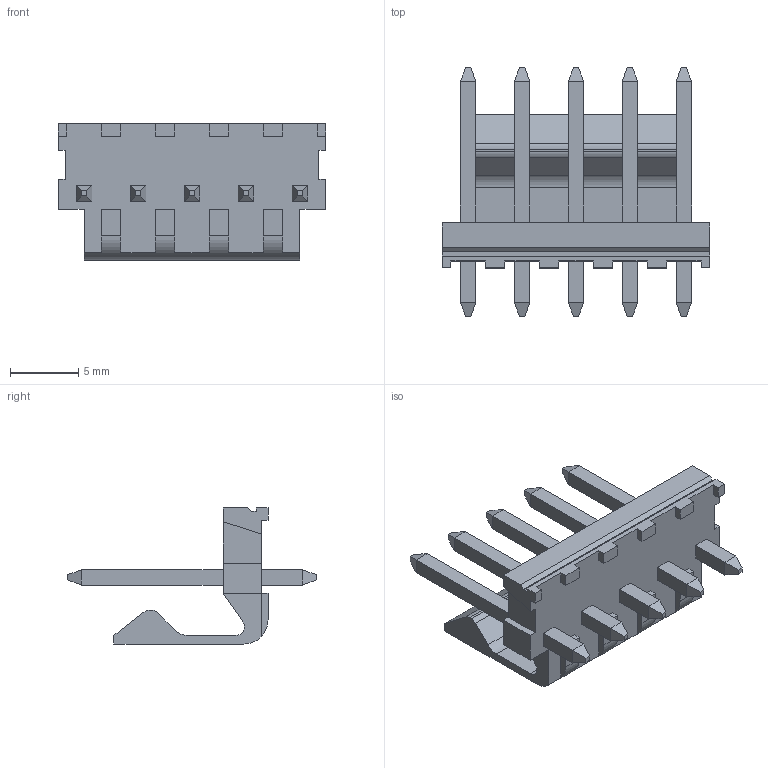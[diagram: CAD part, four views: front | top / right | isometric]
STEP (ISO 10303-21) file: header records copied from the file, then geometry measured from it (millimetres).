
FILE_DESCRIPTION((''),'2;1');
FILE_NAME('026604050','2014-01-21T',('me'),(''),'PRO/ENGINEER BY PARAMETRIC TECHNOLOGY CORPORATION, 2011490','PRO/ENGINEER BY PARAMETRIC TECHNOLOGY CORPORATION, 2011490','');
FILE_SCHEMA(('CONFIG_CONTROL_DESIGN'));
Length unit declared in the file: inch
Products named in the file (1): 026604050
Bounding box: 19.66 x 18.29 x 10.01 mm (x, y, z)
Volume: 717.5 mm3; surface area: 1206.2 mm2
Topology: 1 solids, 1 shells, 161 faces, 415 edges, 266 vertices
Faces by surface type: plane 156, cylinder 5
Entity records: 4805 total; most frequent: CARTESIAN_POINT 833, ORIENTED_EDGE 810, DIRECTION 767, EDGE_CURVE 405, VECTOR 387, LINE 387, VERTEX_POINT 256, AXIS2_PLACEMENT_3D 190
